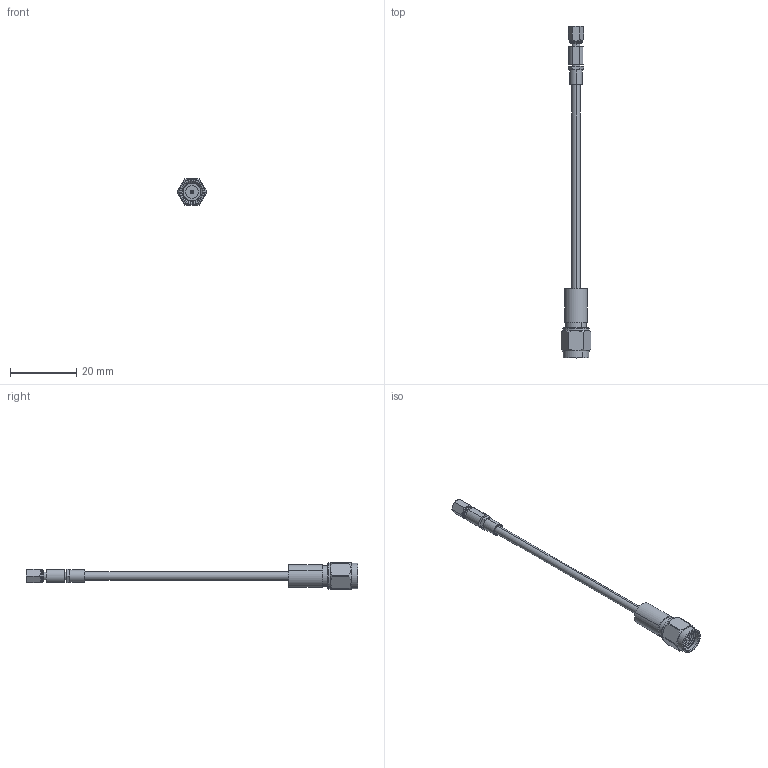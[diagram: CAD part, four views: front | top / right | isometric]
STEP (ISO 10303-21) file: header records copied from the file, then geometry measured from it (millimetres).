
FILE_DESCRIPTION (( 'STEP AP214' ), '1' );
FILE_NAME ('PE3C4422.step', '2020-04-20T17:49:47', ( '' ), ( '' ), 'SwSTEP 2.0', 'SolidWorks 2018', '' );
FILE_SCHEMA (( 'AUTOMOTIVE_DESIGN' ));
Length unit declared in the file: millimetre
Products named in the file (4): TC-100-SM; PE45368___; RG316-PROD_SP17516 3" LONG; PE3C4422
Assembly tree (3 placements, depth 2):
  PE3C4422
    RG316-PROD_SP17516 3" LONG
    PE45368___
    TC-100-SM
Bounding box: 9.02 x 100.59 x 7.94 mm (x, y, z)
Volume: 1028.8 mm3; surface area: 2319.8 mm2
Topology: 4 solids, 4 shells, 2656 faces, 5606 edges, 2981 vertices
Faces by surface type: bspline 1926, cylinder 606, plane 65, cone 55, torus 4
Entity records: 100557 total; most frequent: CARTESIAN_POINT 65602, ORIENTED_EDGE 11212, EDGE_CURVE 5606, VERTEX_POINT 2981, EDGE_LOOP 2683, ADVANCED_FACE 2656, FACE_OUTER_BOUND 2656, DIRECTION 2327
